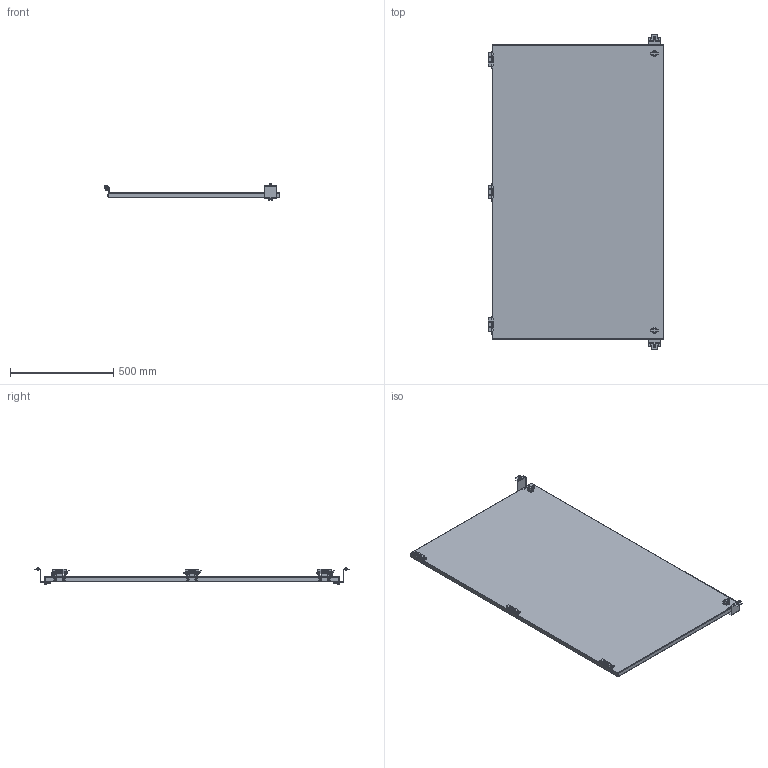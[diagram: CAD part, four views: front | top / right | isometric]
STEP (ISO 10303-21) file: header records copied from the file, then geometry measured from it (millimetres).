
FILE_DESCRIPTION (( 'STEP AP214' ), '1' );
FILE_NAME ('SCE-DF60EL36LP.STEP', '2022-07-26T10:22:28', ( '' ), ( '' ), 'SwSTEP 2.0', 'SolidWorks 2021', '' );
FILE_SCHEMA (( 'AUTOMOTIVE_DESIGN' ));
Length unit declared in the file: inch
Products named in the file (1): SCE-DF60EL36LP
Bounding box: 850.73 x 1519.88 x 79.21 mm (x, y, z)
Volume: 2056015.8 mm3; surface area: 2646383.9 mm2
Topology: 44 solids, 44 shells, 1351 faces, 3434 edges, 2096 vertices
Faces by surface type: plane 700, cylinder 348, bspline 186, cone 68, torus 39, sphere 10
Full cylindrical faces by diameter (mm): 3.962 x3, 4.318 x8, 4.775 x10, 4.826 x8, 4.978 x9, 5 x2, 5.334 x6, 5.639 x6, 6.325 x10, 6.35 x10, 8.636 x8, 9.474 x6, 9.9 x2, 10 x2, 11 x2, 12.446 x2, 12.7 x2, 12.8 x2, 16 x4, 16.1 x2, 19.8 x2, 28 x2
Entity records: 45306 total; most frequent: CARTESIAN_POINT 14863, ORIENTED_EDGE 6134, DIRECTION 5777, EDGE_CURVE 3067, AXIS2_PLACEMENT_3D 2062, VERTEX_POINT 2038, EDGE_LOOP 1685, LINE 1653
